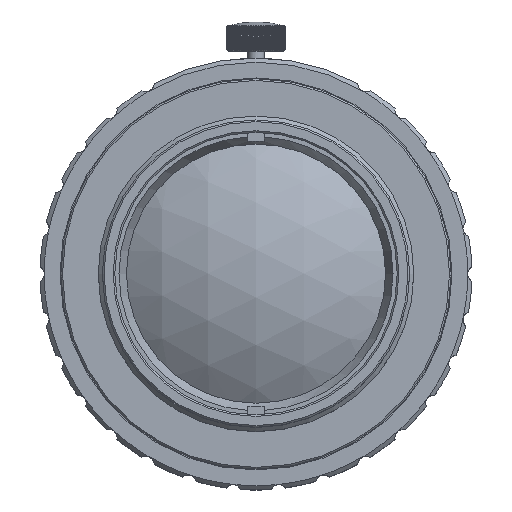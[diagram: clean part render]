
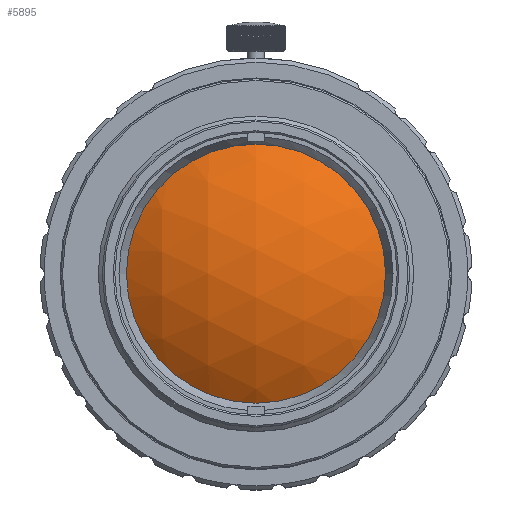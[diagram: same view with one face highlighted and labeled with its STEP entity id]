
A CAD part, top view. The second image highlights one B-rep face of the part: STEP entity #5895.
In plain terms, the highlighted spherical face has radius 27.41 mm.
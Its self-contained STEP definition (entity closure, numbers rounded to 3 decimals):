
#1353=SPHERICAL_SURFACE('',#20040,27.41);
#2178=FACE_OUTER_BOUND('',#8592,.T.);
#5895=ADVANCED_FACE('',(#2178),#1353,.T.);
#6796=CIRCLE('',#20039,16.3);
#8592=EDGE_LOOP('',(#12119));
#12119=ORIENTED_EDGE('',*,*,#17304,.T.);
#15087=VERTEX_POINT('',#36342);
#17304=EDGE_CURVE('',#15087,#15087,#6796,.T.);
#20039=AXIS2_PLACEMENT_3D('',#36341,#23419,#23420);
#20040=AXIS2_PLACEMENT_3D('',#36343,#23421,#23422);
#23419=DIRECTION('',(0.,0.,1.));
#23420=DIRECTION('',(-1.,0.,0.));
#23421=DIRECTION('',(-1.,0.,0.));
#23422=DIRECTION('',(0.,-1.,0.));
#36341=CARTESIAN_POINT('',(0.,0.,
-48.82));
#36342=CARTESIAN_POINT('',(-16.3,0.,-48.82));
#36343=CARTESIAN_POINT('',(0.,0.,-70.856));
